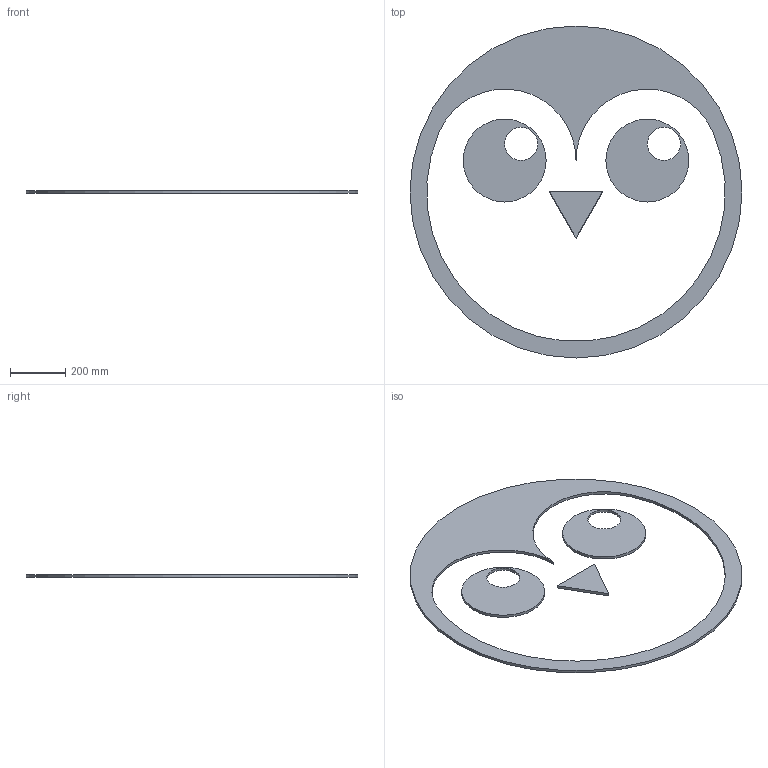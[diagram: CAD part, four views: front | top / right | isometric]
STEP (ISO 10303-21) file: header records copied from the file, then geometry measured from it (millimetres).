
FILE_DESCRIPTION(/* description */ (''),/* implementation_level */ '2;1');
FILE_NAME(/* name */ 'Desperaux v2.step',/* time_stamp */ '2023-03-19T13:16:24-04:00',/* author */ (''),/* organization */ (''),/* preprocessor_version */ 'ST-DEVELOPER v19.2',/* originating_system */ 'Autodesk Translation Framework v11.17.0.187',/* authorisation */ '');
FILE_SCHEMA (('AUTOMOTIVE_DESIGN { 1 0 10303 214 3 1 1 }'));
Length unit declared in the file: millimetre
Products named in the file (1): Desperaux
Bounding box: 1200 x 1200 x 10 mm (x, y, z)
Volume: 4756415.6 mm3; surface area: 1056650.5 mm2
Topology: 4 solids, 4 shells, 19 faces, 33 edges, 22 vertices
Faces by surface type: plane 11, cylinder 8
Full cylindrical faces by diameter (mm): 120 x2, 300 x2, 1200 x1
Entity records: 505 total; most frequent: DIRECTION 89, CARTESIAN_POINT 75, ORIENTED_EDGE 66, AXIS2_PLACEMENT_3D 36, EDGE_CURVE 33, EDGE_LOOP 25, VERTEX_POINT 22, FACE_OUTER_BOUND 19
